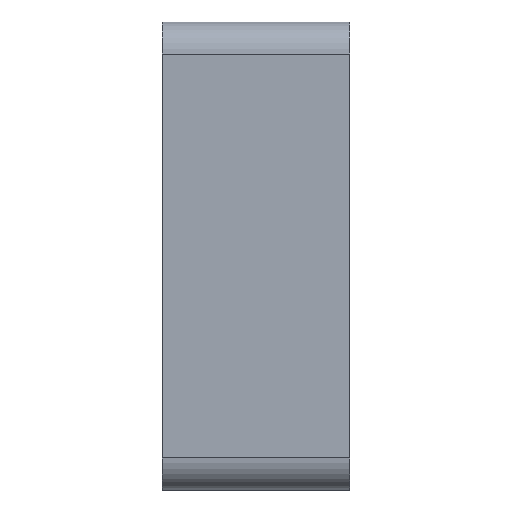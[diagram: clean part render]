
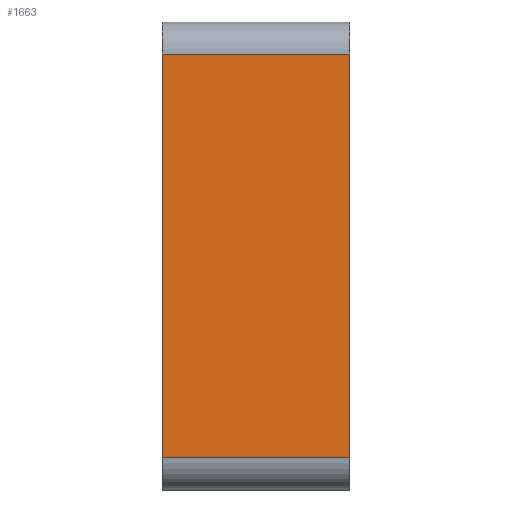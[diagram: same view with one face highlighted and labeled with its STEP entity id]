
A CAD part, left-side view. The second image highlights one B-rep face of the part: STEP entity #1663.
In plain terms, the highlighted planar face has unit normal (-1, 0, 0).
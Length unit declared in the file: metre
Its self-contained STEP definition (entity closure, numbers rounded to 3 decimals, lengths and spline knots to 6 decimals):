
#152 = CARTESIAN_POINT('NONE', (0., 0.07, -0.163));
#153 = VERTEX_POINT('NONE', #152);
#154 = CARTESIAN_POINT('NONE', (0., 0, -0.163));
#155 = VERTEX_POINT('NONE', #154);
#160 = CARTESIAN_POINT('NONE', (0, 0.07, -0.012));
#161 = VERTEX_POINT('NONE', #160);
#162 = CARTESIAN_POINT('NONE', (0, 0, -0.012));
#163 = VERTEX_POINT('NONE', #162);
#681 = DIRECTION('NONE', (0, -1, 0));
#682 = VECTOR('NONE', #681, 1);
#683 = CARTESIAN_POINT('NONE', (0., 0.07, -0.163));
#684 = LINE('NONE', #683, #682);
#707 = DIRECTION('NONE', (0, -1, 0));
#708 = VECTOR('NONE', #707, 1);
#709 = CARTESIAN_POINT('NONE', (0, 0.07, -0.012));
#710 = LINE('NONE', #709, #708);
#724 = DIRECTION('NONE', (0., 0, 1));
#725 = VECTOR('NONE', #724, 1);
#726 = CARTESIAN_POINT('NONE', (0., 0, -0.163));
#727 = LINE('NONE', #726, #725);
#728 = DIRECTION('NONE', (0., 0, -1));
#729 = VECTOR('NONE', #728, 1);
#730 = CARTESIAN_POINT('NONE', (0., 0.07, -0.012));
#731 = LINE('NONE', #730, #729);
#944 = EDGE_CURVE('NONE', #153, #155, #684, .T.);
#950 = EDGE_CURVE('NONE', #161, #163, #710, .T.);
#954 = EDGE_CURVE('NONE', #155, #163, #727, .T.);
#955 = EDGE_CURVE('NONE', #161, #153, #731, .T.);
#1192 = CARTESIAN_POINT('NONE', (0., 0.035, -0.0875));
#1193 = DIRECTION('NONE', (-1, 0, 0));
#1194 = AXIS2_PLACEMENT_3D('NONE', #1192, #1193, $);
#1195 = PLANE('NONE', #1194);
#1657 = ORIENTED_EDGE('NONE', *, *, #954, .T.);
#1658 = ORIENTED_EDGE('NONE', *, *, #950, .F.);
#1659 = ORIENTED_EDGE('NONE', *, *, #955, .T.);
#1660 = ORIENTED_EDGE('NONE', *, *, #944, .T.);
#1661 = EDGE_LOOP('NONE', (#1657, #1658, #1659, #1660));
#1662 = FACE_BOUND('NONE', #1661, .T.);
#1663 = ADVANCED_FACE('NONE', (#1662), #1195, .T.);
